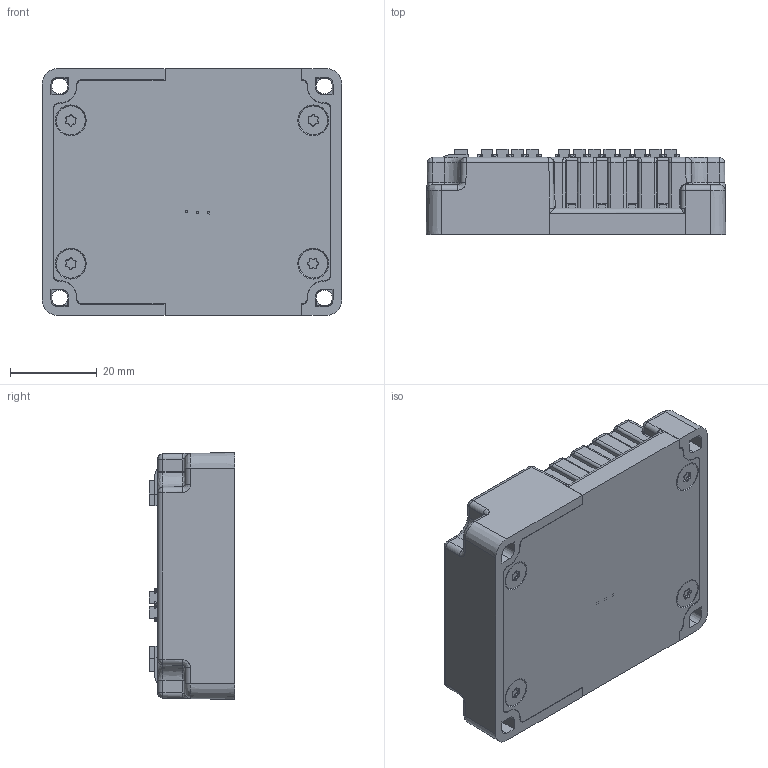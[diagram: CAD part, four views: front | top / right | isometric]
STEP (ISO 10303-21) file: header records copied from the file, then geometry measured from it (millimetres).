
FILE_DESCRIPTION (( 'STEP AP214' ), '1' );
FILE_NAME ('PCM.STEP', '2014-08-18T19:08:49', ( 'Mike Copioli' ), ( 'Cross The Road Electronics' ), 'SwSTEP 2.0', 'SolidWorks 2007', '' );
FILE_SCHEMA (( 'AUTOMOTIVE_DESIGN' ));
Length unit declared in the file: inch
Products named in the file (1): PCM
Bounding box: 69.09 x 19.67 x 56.9 mm (x, y, z)
Surface area: 43838.2 mm2 (no closed solid volume)
Topology: 0 solids, 27 shells, 4639 faces, 12714 edges, 8376 vertices
Faces by surface type: plane 2973, cylinder 752, bspline 743, cone 156, torus 12, sphere 3
Entity records: 255939 total; most frequent: CARTESIAN_POINT 83067, ORIENTED_EDGE 25378, DIRECTION 19640, EDGE_CURVE 12691, VECTOR 9058, LINE 9058, VERTEX_POINT 8372, AXIS2_PLACEMENT_3D 5291
